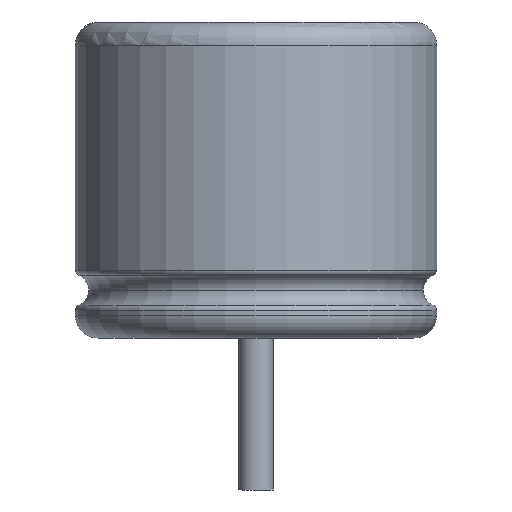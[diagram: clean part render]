
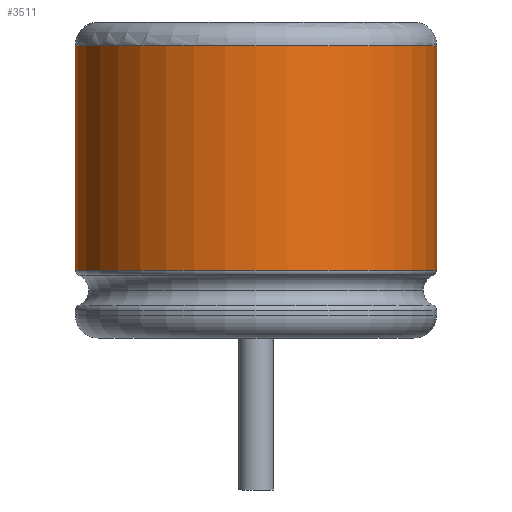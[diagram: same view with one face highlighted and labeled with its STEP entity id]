
A CAD part, left-side view. The second image highlights one B-rep face of the part: STEP entity #3511.
In plain terms, the highlighted cylindrical face has radius 3.15 mm (diameter 6.3 mm), a partial arc.
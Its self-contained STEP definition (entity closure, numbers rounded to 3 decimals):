
#77 = CARTESIAN_POINT ( 'NONE',  ( 0., 3.15, -18.163 ) ) ;
#115 = DIRECTION ( 'NONE',  ( 0., 0., -1. ) ) ;
#147 = EDGE_CURVE ( 'NONE', #4972, #4038, #497, .T. ) ;
#327 = DIRECTION ( 'NONE',  ( 0., 1., 0. ) ) ;
#419 = ORIENTED_EDGE ( 'NONE', *, *, #1197, .F. ) ;
#497 = CIRCLE ( 'NONE', #4106, 3.15 ) ;
#696 = EDGE_CURVE ( 'NONE', #4038, #4547, #1190, .T. ) ;
#1046 = VECTOR ( 'NONE', #5053, 1000. ) ;
#1050 = ORIENTED_EDGE ( 'NONE', *, *, #2480, .F. ) ;
#1055 = CYLINDRICAL_SURFACE ( 'NONE', #4555, 3.15 ) ;
#1190 = LINE ( 'NONE', #77, #1046 ) ;
#1197 = EDGE_CURVE ( 'NONE', #4972, #2505, #3037, .T. ) ;
#1253 = CARTESIAN_POINT ( 'NONE',  ( 0., 0., -18.163 ) ) ;
#1367 = CARTESIAN_POINT ( 'NONE',  ( 0., -3.15, -18.163 ) ) ;
#1583 = CARTESIAN_POINT ( 'NONE',  ( 0., 0., 5.1 ) ) ;
#1602 = DIRECTION ( 'NONE',  ( 0., 1., 0. ) ) ;
#1692 = CARTESIAN_POINT ( 'NONE',  ( 0., 3.15, 1.185 ) ) ;
#1699 = CIRCLE ( 'NONE', #4060, 3.15 ) ;
#1943 = VECTOR ( 'NONE', #115, 1000. ) ;
#2480 = EDGE_CURVE ( 'NONE', #2505, #4547, #1699, .T. ) ;
#2491 = DIRECTION ( 'NONE',  ( 0., 0., -1. ) ) ;
#2505 = VERTEX_POINT ( 'NONE', #2540 ) ;
#2540 = CARTESIAN_POINT ( 'NONE',  ( 0., -3.15, 1.185 ) ) ;
#2577 = ORIENTED_EDGE ( 'NONE', *, *, #147, .T. ) ;
#2906 = FACE_OUTER_BOUND ( 'NONE', #4107, .T. ) ;
#2945 = CARTESIAN_POINT ( 'NONE',  ( 0., 3.15, 5.1 ) ) ;
#3037 = LINE ( 'NONE', #1367, #1943 ) ;
#3335 = ORIENTED_EDGE ( 'NONE', *, *, #696, .T. ) ;
#3388 = CARTESIAN_POINT ( 'NONE',  ( 0., 0., 1.185 ) ) ;
#3511 = ADVANCED_FACE ( 'NONE', ( #2906 ), #1055, .T. ) ;
#4038 = VERTEX_POINT ( 'NONE', #2945 ) ;
#4060 = AXIS2_PLACEMENT_3D ( 'NONE', #3388, #5046, #1602 ) ;
#4106 = AXIS2_PLACEMENT_3D ( 'NONE', #1583, #4894, #327 ) ;
#4107 = EDGE_LOOP ( 'NONE', ( #419, #2577, #3335, #1050 ) ) ;
#4547 = VERTEX_POINT ( 'NONE', #1692 ) ;
#4555 = AXIS2_PLACEMENT_3D ( 'NONE', #1253, #2491, #4947 ) ;
#4894 = DIRECTION ( 'NONE',  ( 0., 0., -1. ) ) ;
#4947 = DIRECTION ( 'NONE',  ( 0., 1., 0. ) ) ;
#4972 = VERTEX_POINT ( 'NONE', #5188 ) ;
#5046 = DIRECTION ( 'NONE',  ( 0., 0., -1. ) ) ;
#5053 = DIRECTION ( 'NONE',  ( 0., 0., -1. ) ) ;
#5188 = CARTESIAN_POINT ( 'NONE',  ( 0., -3.15, 5.1 ) ) ;
